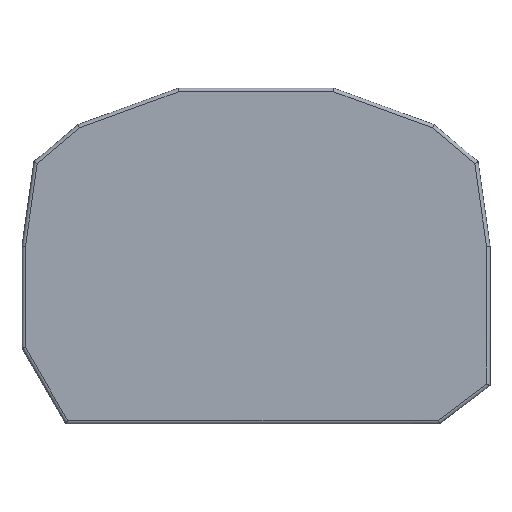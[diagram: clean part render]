
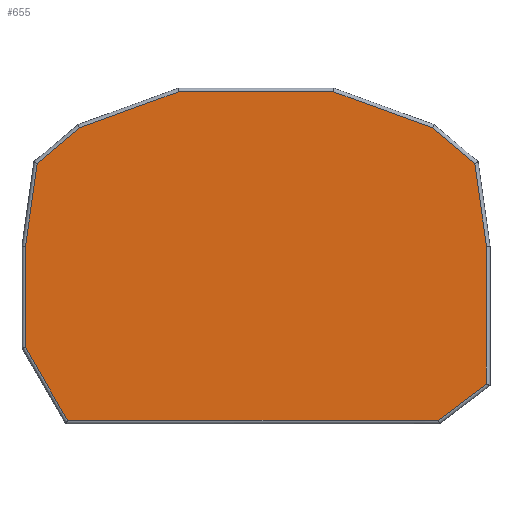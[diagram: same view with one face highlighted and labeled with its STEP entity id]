
A CAD part, top view. The second image highlights one B-rep face of the part: STEP entity #655.
In plain terms, the highlighted planar face has unit normal (0, 0, 1).
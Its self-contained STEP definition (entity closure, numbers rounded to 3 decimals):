
#15=DIRECTION('',(0.,-1.,0.));
#16=VECTOR('',#15,11.779);
#17=CARTESIAN_POINT('',(19.7,15.479,0.));
#18=LINE('',#17,#16);
#35=DIRECTION('',(-0.139,0.99,0.));
#36=VECTOR('',#35,7.154);
#37=CARTESIAN_POINT('',(19.7,15.479,0.));
#38=LINE('',#37,#36);
#43=DIRECTION('',(-0.766,0.643,0.));
#44=VECTOR('',#43,4.731);
#45=CARTESIAN_POINT('',(18.704,22.563,0.));
#46=LINE('',#45,#44);
#59=DIRECTION('',(-0.94,0.342,0.));
#60=VECTOR('',#59,9.051);
#61=CARTESIAN_POINT('',(15.08,25.605,0.));
#62=LINE('',#61,#60);
#75=DIRECTION('',(-1.,0.,0.));
#76=VECTOR('',#75,13.15);
#77=CARTESIAN_POINT('',(6.575,28.7,0.));
#78=LINE('',#77,#76);
#91=DIRECTION('',(-0.94,-0.342,0.));
#92=VECTOR('',#91,9.051);
#93=CARTESIAN_POINT('',(-6.575,28.7,0.));
#94=LINE('',#93,#92);
#107=DIRECTION('',(-0.766,-0.643,0.));
#108=VECTOR('',#107,4.731);
#109=CARTESIAN_POINT('',(-15.08,25.605,0.));
#110=LINE('',#109,#108);
#123=DIRECTION('',(-0.139,-0.99,0.));
#124=VECTOR('',#123,7.154);
#125=CARTESIAN_POINT('',(-18.704,22.563,0.));
#126=LINE('',#125,#124);
#151=DIRECTION('',(0.,1.,0.));
#152=VECTOR('',#151,8.649);
#153=CARTESIAN_POINT('',(-19.7,6.83,0.));
#154=LINE('',#153,#152);
#167=DIRECTION('',(0.5,-0.866,0.));
#168=VECTOR('',#167,7.194);
#169=CARTESIAN_POINT('',(-19.7,6.83,0.));
#170=LINE('',#169,#168);
#183=DIRECTION('',(1.,0.,0.));
#184=VECTOR('',#183,31.69);
#185=CARTESIAN_POINT('',(-16.103,0.6,0.));
#186=LINE('',#185,#184);
#200=DIRECTION('',(0.799,0.602,0.));
#201=VECTOR('',#200,5.15);
#202=CARTESIAN_POINT('',(15.587,0.6,0.));
#203=LINE('',#202,#201);
#580=CARTESIAN_POINT('',(19.7,15.479,0.));
#581=CARTESIAN_POINT('',(19.7,3.7,0.));
#582=VERTEX_POINT('',#580);
#583=VERTEX_POINT('',#581);
#584=CARTESIAN_POINT('',(15.587,0.6,0.));
#585=VERTEX_POINT('',#584);
#588=CARTESIAN_POINT('',(-16.103,0.6,0.));
#589=VERTEX_POINT('',#588);
#592=CARTESIAN_POINT('',(-19.7,6.83,0.));
#593=VERTEX_POINT('',#592);
#598=CARTESIAN_POINT('',(-19.7,15.479,0.));
#599=VERTEX_POINT('',#598);
#600=CARTESIAN_POINT('',(-18.704,22.563,0.));
#601=VERTEX_POINT('',#600);
#604=CARTESIAN_POINT('',(-15.08,25.605,0.));
#605=VERTEX_POINT('',#604);
#608=CARTESIAN_POINT('',(-6.575,28.7,0.));
#609=VERTEX_POINT('',#608);
#612=CARTESIAN_POINT('',(6.575,28.7,0.));
#613=VERTEX_POINT('',#612);
#616=CARTESIAN_POINT('',(15.08,25.605,0.));
#617=VERTEX_POINT('',#616);
#620=CARTESIAN_POINT('',(18.704,22.563,0.));
#621=VERTEX_POINT('',#620);
#624=CARTESIAN_POINT('',(0.,0.,0.));
#625=DIRECTION('',(0.,0.,-1.));
#626=DIRECTION('',(-1.,0.,0.));
#627=AXIS2_PLACEMENT_3D('',#624,#625,#626);
#628=PLANE('',#627);
#630=ORIENTED_EDGE('',*,*,#629,.T.);
#632=ORIENTED_EDGE('',*,*,#631,.F.);
#634=ORIENTED_EDGE('',*,*,#633,.F.);
#636=ORIENTED_EDGE('',*,*,#635,.F.);
#638=ORIENTED_EDGE('',*,*,#637,.T.);
#640=ORIENTED_EDGE('',*,*,#639,.F.);
#642=ORIENTED_EDGE('',*,*,#641,.F.);
#644=ORIENTED_EDGE('',*,*,#643,.F.);
#646=ORIENTED_EDGE('',*,*,#645,.F.);
#648=ORIENTED_EDGE('',*,*,#647,.F.);
#650=ORIENTED_EDGE('',*,*,#649,.F.);
#652=ORIENTED_EDGE('',*,*,#651,.F.);
#653=EDGE_LOOP('',(#630,#632,#634,#636,#638,#640,#642,#644,#646,#648,#650,
#652));
#654=FACE_OUTER_BOUND('',#653,.F.);
#655=ADVANCED_FACE('',(#654),#628,.F.);
#629=EDGE_CURVE('',#582,#583,#18,.T.);
#631=EDGE_CURVE('',#585,#583,#203,.T.);
#633=EDGE_CURVE('',#589,#585,#186,.T.);
#635=EDGE_CURVE('',#593,#589,#170,.T.);
#637=EDGE_CURVE('',#593,#599,#154,.T.);
#639=EDGE_CURVE('',#601,#599,#126,.T.);
#641=EDGE_CURVE('',#605,#601,#110,.T.);
#643=EDGE_CURVE('',#609,#605,#94,.T.);
#645=EDGE_CURVE('',#613,#609,#78,.T.);
#647=EDGE_CURVE('',#617,#613,#62,.T.);
#649=EDGE_CURVE('',#621,#617,#46,.T.);
#651=EDGE_CURVE('',#582,#621,#38,.T.);
